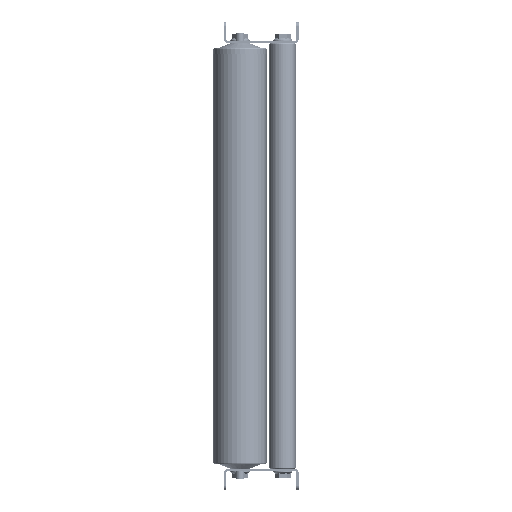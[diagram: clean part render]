
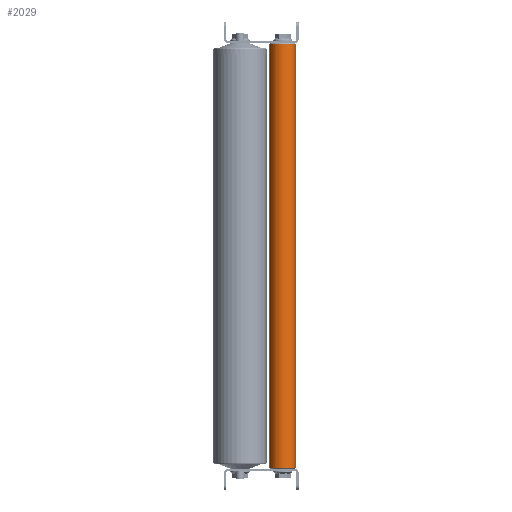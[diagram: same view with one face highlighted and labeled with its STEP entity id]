
A CAD part, left-side view. The second image highlights one B-rep face of the part: STEP entity #2029.
In plain terms, the highlighted cylindrical face has radius 12.5 mm (diameter 25 mm), a partial arc.
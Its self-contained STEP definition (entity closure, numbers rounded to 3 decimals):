
#286 = VERTEX_POINT ( 'NONE', #1195 ) ;
#1194 = CARTESIAN_POINT ( 'NONE',  ( 400., 0., 12.5 ) ) ;
#1195 = CARTESIAN_POINT ( 'NONE',  ( 1., 0., -12.5 ) ) ;
#1558 = CARTESIAN_POINT ( 'NONE',  ( 399., 0., 0. ) ) ;
#2029 = ADVANCED_FACE ( 'NONE', ( #8872 ), #9073, .T. ) ;
#2496 = ORIENTED_EDGE ( 'NONE', *, *, #5552, .F. ) ;
#3485 = DIRECTION ( 'NONE',  ( 1., 0., 0. ) ) ;
#3563 = ORIENTED_EDGE ( 'NONE', *, *, #25059, .T. ) ;
#5278 = LINE ( 'NONE', #1194, #28442 ) ;
#5552 = EDGE_CURVE ( 'NONE', #8233, #24896, #5278, .T. ) ;
#6005 = CARTESIAN_POINT ( 'NONE',  ( 399., 0., 12.5 ) ) ;
#6557 = DIRECTION ( 'NONE',  ( 0., 0., -1. ) ) ;
#8233 = VERTEX_POINT ( 'NONE', #6005 ) ;
#8872 = FACE_OUTER_BOUND ( 'NONE', #17764, .T. ) ;
#9073 = CYLINDRICAL_SURFACE ( 'NONE', #37282, 12.5 ) ;
#9606 = EDGE_CURVE ( 'NONE', #286, #24896, #33466, .T. ) ;
#11149 = CARTESIAN_POINT ( 'NONE',  ( 1., 0., 12.5 ) ) ;
#12040 = ORIENTED_EDGE ( 'NONE', *, *, #9606, .T. ) ;
#12353 = AXIS2_PLACEMENT_3D ( 'NONE', #1558, #19614, #20026 ) ;
#13713 = DIRECTION ( 'NONE',  ( -1., 0., 0. ) ) ;
#15829 = DIRECTION ( 'NONE',  ( -1., 0., 0. ) ) ;
#16182 = CARTESIAN_POINT ( 'NONE',  ( 1., 0., 0. ) ) ;
#17764 = EDGE_LOOP ( 'NONE', ( #23781, #3563, #12040, #2496 ) ) ;
#19614 = DIRECTION ( 'NONE',  ( -1., 0., 0. ) ) ;
#20026 = DIRECTION ( 'NONE',  ( 0., 0., -1. ) ) ;
#21072 = AXIS2_PLACEMENT_3D ( 'NONE', #16182, #3485, #6557 ) ;
#21583 = VERTEX_POINT ( 'NONE', #35049 ) ;
#23500 = CIRCLE ( 'NONE', #12353, 12.5 ) ;
#23781 = ORIENTED_EDGE ( 'NONE', *, *, #26157, .T. ) ;
#24896 = VERTEX_POINT ( 'NONE', #11149 ) ;
#25059 = EDGE_CURVE ( 'NONE', #21583, #286, #28866, .T. ) ;
#25422 = VECTOR ( 'NONE', #37911, 1000. ) ;
#26157 = EDGE_CURVE ( 'NONE', #8233, #21583, #23500, .T. ) ;
#28442 = VECTOR ( 'NONE', #13713, 1000. ) ;
#28866 = LINE ( 'NONE', #34849, #25422 ) ;
#33466 = CIRCLE ( 'NONE', #21072, 12.5 ) ;
#34075 = DIRECTION ( 'NONE',  ( 0., 0., 1. ) ) ;
#34849 = CARTESIAN_POINT ( 'NONE',  ( 400., 0., -12.5 ) ) ;
#35049 = CARTESIAN_POINT ( 'NONE',  ( 399., 0., -12.5 ) ) ;
#37282 = AXIS2_PLACEMENT_3D ( 'NONE', #40002, #15829, #34075 ) ;
#37911 = DIRECTION ( 'NONE',  ( -1., 0., 0. ) ) ;
#40002 = CARTESIAN_POINT ( 'NONE',  ( 400., 0., 0. ) ) ;
